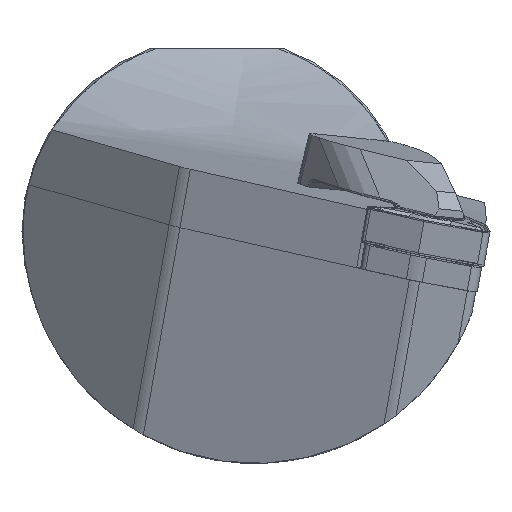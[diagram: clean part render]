
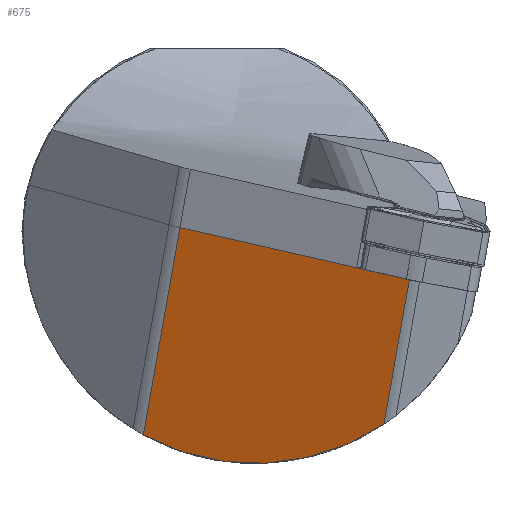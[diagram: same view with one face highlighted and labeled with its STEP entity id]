
A CAD part, left-side view. The second image highlights one B-rep face of the part: STEP entity #675.
In plain terms, the highlighted planar face has unit normal (-0.902, 0.432, -0.02).
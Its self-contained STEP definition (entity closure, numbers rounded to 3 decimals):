
#549=ELLIPSE('',#3138,32.936,29.7);
#675=ADVANCED_FACE('',(#905),#827,.F.);
#827=PLANE('',#3139);
#905=FACE_OUTER_BOUND('',#1040,.T.);
#1040=EDGE_LOOP('',(#1333,#1334,#1335,#1336,#1337,#1338));
#1333=ORIENTED_EDGE('',*,*,#2350,.F.);
#1334=ORIENTED_EDGE('',*,*,#2349,.T.);
#1335=ORIENTED_EDGE('',*,*,#2351,.T.);
#1336=ORIENTED_EDGE('',*,*,#2352,.F.);
#1337=ORIENTED_EDGE('',*,*,#2353,.T.);
#1338=ORIENTED_EDGE('',*,*,#2326,.T.);
#2074=VERTEX_POINT('',#4168);
#2075=VERTEX_POINT('',#4169);
#2091=VERTEX_POINT('',#4225);
#2093=VERTEX_POINT('',#4232);
#2094=VERTEX_POINT('',#4237);
#2095=VERTEX_POINT('',#4239);
#2326=EDGE_CURVE('',#2074,#2075,#2711,.T.);
#2349=EDGE_CURVE('',#2091,#2093,#2727,.T.);
#2350=EDGE_CURVE('',#2091,#2075,#2728,.T.);
#2351=EDGE_CURVE('',#2093,#2094,#549,.T.);
#2352=EDGE_CURVE('',#2095,#2094,#2729,.T.);
#2353=EDGE_CURVE('',#2095,#2074,#2730,.T.);
#2711=LINE('',#4167,#2919);
#2727=LINE('',#4233,#2935);
#2728=LINE('',#4235,#2936);
#2729=LINE('',#4238,#2937);
#2730=LINE('',#4240,#2938);
#2919=VECTOR('',#3406,1.);
#2935=VECTOR('',#3440,1.);
#2936=VECTOR('',#3443,1.);
#2937=VECTOR('',#3446,1.);
#2938=VECTOR('',#3447,1.);
#3138=AXIS2_PLACEMENT_3D('',#4236,#3444,#3445);
#3139=AXIS2_PLACEMENT_3D('',#4241,#3448,#3449);
#3406=DIRECTION('',(0.419,0.885,0.201));
#3440=DIRECTION('',(0.105,0.173,-0.979));
#3443=DIRECTION('',(-0.419,-0.885,-0.201));
#3444=DIRECTION('',(-0.902,0.432,-0.02));
#3445=DIRECTION('',(-0.432,-0.901,0.042));
#3446=DIRECTION('',(0.105,0.173,-0.979));
#3447=DIRECTION('',(0.419,0.885,0.201));
#3448=DIRECTION('',(0.902,-0.432,0.02));
#3449=DIRECTION('',(0.432,0.902,0.));
#4167=CARTESIAN_POINT('',(-198.307,16.707,-0.34));
#4168=CARTESIAN_POINT('',(-209.345,-6.593,-5.626));
#4169=CARTESIAN_POINT('',(-209.039,-5.945,-5.479));
#4225=CARTESIAN_POINT('',(-198.307,16.707,-0.34));
#4232=CARTESIAN_POINT('',(-195.47,21.393,-26.919));
#4233=CARTESIAN_POINT('',(-250.811,-70.037,491.611));
#4235=CARTESIAN_POINT('',(-198.307,16.707,-0.34));
#4236=CARTESIAN_POINT('',(-202.891,7.108,-0.881));
#4237=CARTESIAN_POINT('',(-210.264,-9.439,-25.544));
#4238=CARTESIAN_POINT('',(-264.746,-99.451,484.937));
#4239=CARTESIAN_POINT('',(-212.242,-12.707,-7.013));
#4240=CARTESIAN_POINT('',(-198.307,16.707,-0.34));
#4241=CARTESIAN_POINT('',(-250.811,-70.037,491.611));
